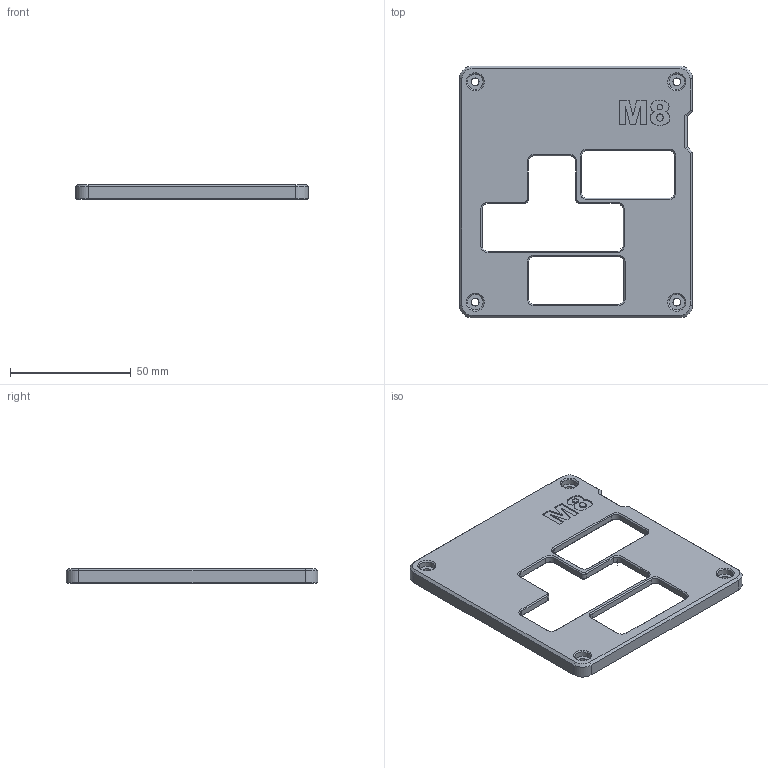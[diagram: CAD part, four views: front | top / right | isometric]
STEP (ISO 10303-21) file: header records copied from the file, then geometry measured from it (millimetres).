
FILE_DESCRIPTION(/* description */ (''),/* implementation_level */ '2;1');
FILE_NAME(/* name */ 'Top_Case.step',/* time_stamp */ '2024-06-20T23:01:13+08:00',/* author */ (''),/* organization */ (''),/* preprocessor_version */ 'ST-DEVELOPER v20',/* originating_system */ 'Autodesk Translation Framework v13.14.0.145',/* authorisation */ '');
FILE_SCHEMA (('AUTOMOTIVE_DESIGN { 1 0 10303 214 3 1 1 }'));
Length unit declared in the file: millimetre
Products named in the file (1): Top_Case
Bounding box: 96.6 x 104.34 x 6.2 mm (x, y, z)
Volume: 25057.6 mm3; surface area: 18583.4 mm2
Topology: 3 solids, 3 shells, 250 faces, 614 edges, 380 vertices
Faces by surface type: plane 129, cone 44, cylinder 42, bspline 35
Full cylindrical faces by diameter (mm): 3.2 x4, 6.5 x4
Entity records: 7645 total; most frequent: CARTESIAN_POINT 1840, ORIENTED_EDGE 1228, DIRECTION 1104, EDGE_CURVE 614, LINE 416, VECTOR 416, VERTEX_POINT 380, AXIS2_PLACEMENT_3D 344
